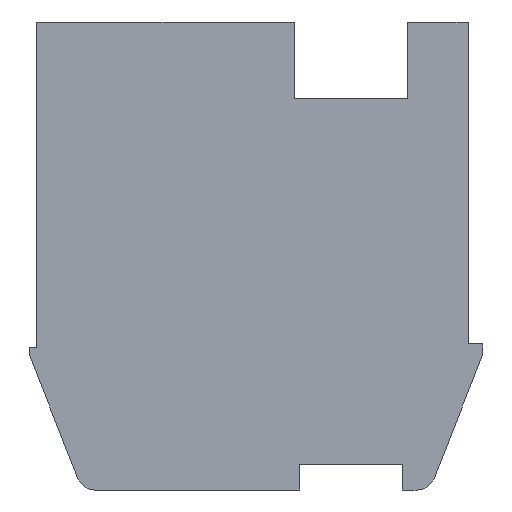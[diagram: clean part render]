
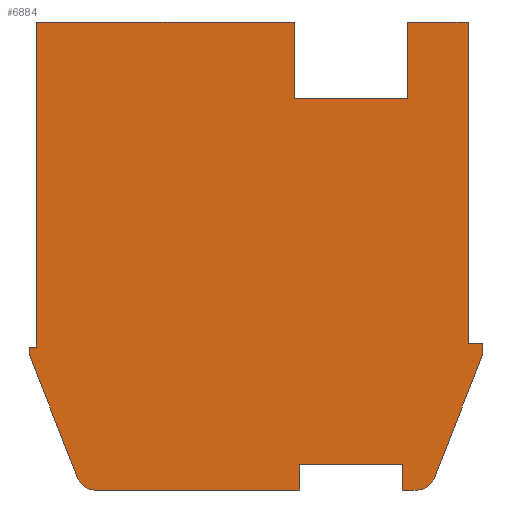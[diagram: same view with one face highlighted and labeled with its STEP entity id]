
A CAD part, front view. The second image highlights one B-rep face of the part: STEP entity #6884.
In plain terms, the highlighted planar face has unit normal (0, -1, 0).
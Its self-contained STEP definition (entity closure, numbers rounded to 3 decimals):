
#1=DIRECTION('',(-0.365,0.,-0.931));
#2=VECTOR('',#1,3.633);
#3=CARTESIAN_POINT('',(6.2,0.,-2.7));
#4=LINE('',#3,#2);
#5=CARTESIAN_POINT('',(4.409,0.,-5.9));
#6=DIRECTION('',(0.,1.,0.));
#7=DIRECTION('',(0.931,0.,-0.365));
#8=AXIS2_PLACEMENT_3D('',#5,#6,#7);
#10=DIRECTION('',(-1.,0.,0.));
#11=VECTOR('',#10,0.409);
#12=CARTESIAN_POINT('',(4.409,0.,-6.4));
#13=LINE('',#12,#11);
#14=DIRECTION('',(0.,0.,1.));
#15=VECTOR('',#14,0.7);
#16=CARTESIAN_POINT('',(4.,0.,-6.4));
#17=LINE('',#16,#15);
#18=DIRECTION('',(-1.,0.,0.));
#19=VECTOR('',#18,2.8);
#20=CARTESIAN_POINT('',(4.,0.,-5.7));
#21=LINE('',#20,#19);
#22=DIRECTION('',(0.,0.,-1.));
#23=VECTOR('',#22,0.7);
#24=CARTESIAN_POINT('',(1.2,0.,-5.7));
#25=LINE('',#24,#23);
#26=DIRECTION('',(-1.,0.,0.));
#27=VECTOR('',#26,5.609);
#28=CARTESIAN_POINT('',(1.2,0.,-6.4));
#29=LINE('',#28,#27);
#30=CARTESIAN_POINT('',(-4.409,0.,-5.9));
#31=DIRECTION('',(0.,1.,0.));
#32=DIRECTION('',(0.,0.,-1.));
#33=AXIS2_PLACEMENT_3D('',#30,#31,#32);
#35=DIRECTION('',(-0.365,0.,0.931));
#36=VECTOR('',#35,3.633);
#37=CARTESIAN_POINT('',(-4.874,0.,-6.082));
#38=LINE('',#37,#36);
#39=DIRECTION('',(0.,0.,1.));
#40=VECTOR('',#39,0.2);
#41=CARTESIAN_POINT('',(-6.2,0.,-2.7));
#42=LINE('',#41,#40);
#43=DIRECTION('',(1.,0.,0.));
#44=VECTOR('',#43,0.2);
#45=CARTESIAN_POINT('',(-6.2,0.,-2.5));
#46=LINE('',#45,#44);
#47=DIRECTION('',(0.,0.,1.));
#48=VECTOR('',#47,8.9);
#49=CARTESIAN_POINT('',(-6.,0.,-2.5));
#50=LINE('',#49,#48);
#51=DIRECTION('',(1.,0.,0.));
#52=VECTOR('',#51,7.05);
#53=CARTESIAN_POINT('',(-6.,0.,6.4));
#54=LINE('',#53,#52);
#55=DIRECTION('',(0.,0.,-1.));
#56=VECTOR('',#55,2.1);
#57=CARTESIAN_POINT('',(1.05,0.,6.4));
#58=LINE('',#57,#56);
#59=DIRECTION('',(1.,0.,0.));
#60=VECTOR('',#59,3.1);
#61=CARTESIAN_POINT('',(1.05,0.,4.3));
#62=LINE('',#61,#60);
#63=DIRECTION('',(0.,0.,1.));
#64=VECTOR('',#63,2.1);
#65=CARTESIAN_POINT('',(4.15,0.,4.3));
#66=LINE('',#65,#64);
#67=DIRECTION('',(1.,0.,0.));
#68=VECTOR('',#67,1.65);
#69=CARTESIAN_POINT('',(4.15,0.,6.4));
#70=LINE('',#69,#68);
#71=DIRECTION('',(0.,0.,-1.));
#72=VECTOR('',#71,8.8);
#73=CARTESIAN_POINT('',(5.8,0.,6.4));
#74=LINE('',#73,#72);
#75=DIRECTION('',(1.,0.,0.));
#76=VECTOR('',#75,0.4);
#77=CARTESIAN_POINT('',(5.8,0.,-2.4));
#78=LINE('',#77,#76);
#79=DIRECTION('',(0.,0.,-1.));
#80=VECTOR('',#79,0.3);
#81=CARTESIAN_POINT('',(6.2,0.,-2.4));
#82=LINE('',#81,#80);
#5217=CARTESIAN_POINT('',(6.2,0.,-2.7));
#5218=CARTESIAN_POINT('',(4.874,0.,-6.082));
#5219=VERTEX_POINT('',#5217);
#5220=VERTEX_POINT('',#5218);
#5221=CARTESIAN_POINT('',(4.409,0.,-6.4));
#5222=VERTEX_POINT('',#5221);
#5223=CARTESIAN_POINT('',(4.,0.,-6.4));
#5224=VERTEX_POINT('',#5223);
#5225=CARTESIAN_POINT('',(4.,0.,-5.7));
#5226=VERTEX_POINT('',#5225);
#5227=CARTESIAN_POINT('',(1.2,0.,-5.7));
#5228=VERTEX_POINT('',#5227);
#5229=CARTESIAN_POINT('',(1.2,0.,-6.4));
#5230=VERTEX_POINT('',#5229);
#5231=CARTESIAN_POINT('',(-4.409,0.,-6.4));
#5232=VERTEX_POINT('',#5231);
#5233=CARTESIAN_POINT('',(-4.874,0.,-6.082));
#5234=VERTEX_POINT('',#5233);
#5235=CARTESIAN_POINT('',(-6.2,0.,-2.7));
#5236=VERTEX_POINT('',#5235);
#5237=CARTESIAN_POINT('',(-6.2,0.,-2.5));
#5238=VERTEX_POINT('',#5237);
#5239=CARTESIAN_POINT('',(-6.,0.,-2.5));
#5240=VERTEX_POINT('',#5239);
#5241=CARTESIAN_POINT('',(-6.,0.,6.4));
#5242=VERTEX_POINT('',#5241);
#5243=CARTESIAN_POINT('',(1.05,0.,6.4));
#5244=VERTEX_POINT('',#5243);
#5245=CARTESIAN_POINT('',(1.05,0.,4.3));
#5246=VERTEX_POINT('',#5245);
#5247=CARTESIAN_POINT('',(4.15,0.,4.3));
#5248=VERTEX_POINT('',#5247);
#5249=CARTESIAN_POINT('',(4.15,0.,6.4));
#5250=VERTEX_POINT('',#5249);
#5251=CARTESIAN_POINT('',(5.8,0.,6.4));
#5252=VERTEX_POINT('',#5251);
#5253=CARTESIAN_POINT('',(5.8,0.,-2.4));
#5254=VERTEX_POINT('',#5253);
#5255=CARTESIAN_POINT('',(6.2,0.,-2.4));
#5256=VERTEX_POINT('',#5255);
#6837=CARTESIAN_POINT('',(0.,0.,0.));
#6838=DIRECTION('',(0.,1.,0.));
#6839=DIRECTION('',(1.,0.,0.));
#6840=AXIS2_PLACEMENT_3D('',#6837,#6838,#6839);
#6841=PLANE('',#6840);
#6843=ORIENTED_EDGE('',*,*,#6842,.T.);
#6845=ORIENTED_EDGE('',*,*,#6844,.T.);
#6847=ORIENTED_EDGE('',*,*,#6846,.T.);
#6849=ORIENTED_EDGE('',*,*,#6848,.T.);
#6851=ORIENTED_EDGE('',*,*,#6850,.T.);
#6853=ORIENTED_EDGE('',*,*,#6852,.T.);
#6855=ORIENTED_EDGE('',*,*,#6854,.T.);
#6857=ORIENTED_EDGE('',*,*,#6856,.T.);
#6859=ORIENTED_EDGE('',*,*,#6858,.T.);
#6861=ORIENTED_EDGE('',*,*,#6860,.T.);
#6863=ORIENTED_EDGE('',*,*,#6862,.T.);
#6865=ORIENTED_EDGE('',*,*,#6864,.T.);
#6867=ORIENTED_EDGE('',*,*,#6866,.T.);
#6869=ORIENTED_EDGE('',*,*,#6868,.T.);
#6871=ORIENTED_EDGE('',*,*,#6870,.T.);
#6873=ORIENTED_EDGE('',*,*,#6872,.T.);
#6875=ORIENTED_EDGE('',*,*,#6874,.T.);
#6877=ORIENTED_EDGE('',*,*,#6876,.T.);
#6879=ORIENTED_EDGE('',*,*,#6878,.T.);
#6881=ORIENTED_EDGE('',*,*,#6880,.T.);
#6882=EDGE_LOOP('',(#6843,#6845,#6847,#6849,#6851,#6853,#6855,#6857,#6859,#6861,
#6863,#6865,#6867,#6869,#6871,#6873,#6875,#6877,#6879,#6881));
#6883=FACE_OUTER_BOUND('',#6882,.F.);
#6884=ADVANCED_FACE('',(#6883),#6841,.F.);
#9=CIRCLE('',#8,0.5);
#34=CIRCLE('',#33,0.5);
#6842=EDGE_CURVE('',#5219,#5220,#4,.T.);
#6844=EDGE_CURVE('',#5220,#5222,#9,.T.);
#6846=EDGE_CURVE('',#5222,#5224,#13,.T.);
#6848=EDGE_CURVE('',#5224,#5226,#17,.T.);
#6850=EDGE_CURVE('',#5226,#5228,#21,.T.);
#6852=EDGE_CURVE('',#5228,#5230,#25,.T.);
#6854=EDGE_CURVE('',#5230,#5232,#29,.T.);
#6856=EDGE_CURVE('',#5232,#5234,#34,.T.);
#6858=EDGE_CURVE('',#5234,#5236,#38,.T.);
#6860=EDGE_CURVE('',#5236,#5238,#42,.T.);
#6862=EDGE_CURVE('',#5238,#5240,#46,.T.);
#6864=EDGE_CURVE('',#5240,#5242,#50,.T.);
#6866=EDGE_CURVE('',#5242,#5244,#54,.T.);
#6868=EDGE_CURVE('',#5244,#5246,#58,.T.);
#6870=EDGE_CURVE('',#5246,#5248,#62,.T.);
#6872=EDGE_CURVE('',#5248,#5250,#66,.T.);
#6874=EDGE_CURVE('',#5250,#5252,#70,.T.);
#6876=EDGE_CURVE('',#5252,#5254,#74,.T.);
#6878=EDGE_CURVE('',#5254,#5256,#78,.T.);
#6880=EDGE_CURVE('',#5256,#5219,#82,.T.);
